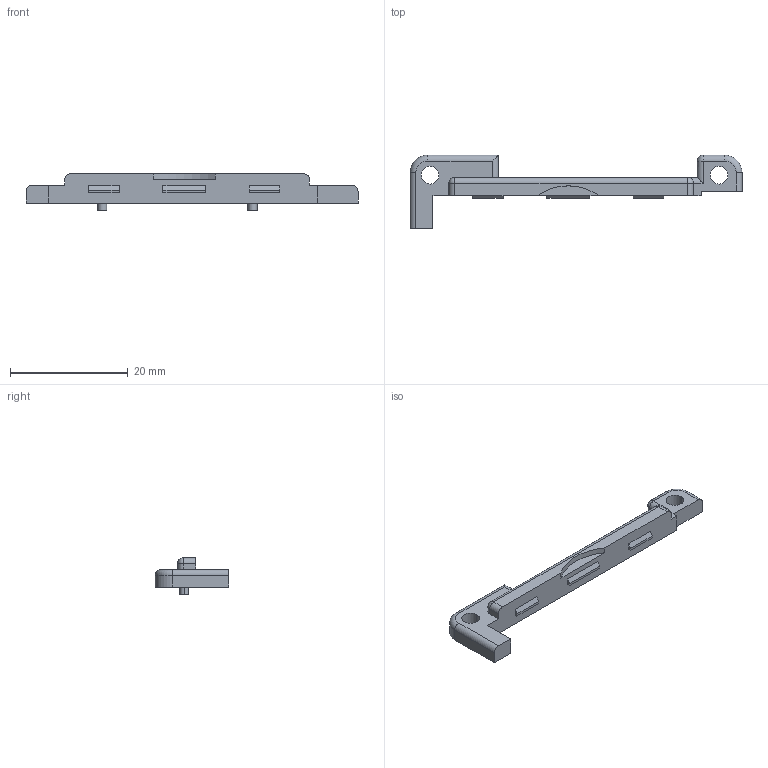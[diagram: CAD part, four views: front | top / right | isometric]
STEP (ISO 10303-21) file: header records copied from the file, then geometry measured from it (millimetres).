
FILE_DESCRIPTION (( 'STEP AP214' ), '1' );
FILE_NAME ('NP0183_FRONT- ISS - C.STEP', '2017-05-23T07:49:01', ( 'sicon' ), ( '' ), 'SwSTEP 2.0', 'SolidWorks 2017', '' );
FILE_SCHEMA (( 'AUTOMOTIVE_DESIGN' ));
Length unit declared in the file: millimetre
Products named in the file (1): NP0183_FRONT- ISS - C
Bounding box: 56.3 x 12.5 x 6.2 mm (x, y, z)
Volume: 1010.4 mm3; surface area: 1158.6 mm2
Topology: 1 solids, 1 shells, 65 faces, 161 edges, 100 vertices
Faces by surface type: plane 36, cylinder 24, sphere 3, torus 2
Entity records: 1930 total; most frequent: CARTESIAN_POINT 333, DIRECTION 331, ORIENTED_EDGE 316, EDGE_CURVE 158, VECTOR 111, LINE 111, AXIS2_PLACEMENT_3D 110, VERTEX_POINT 100
